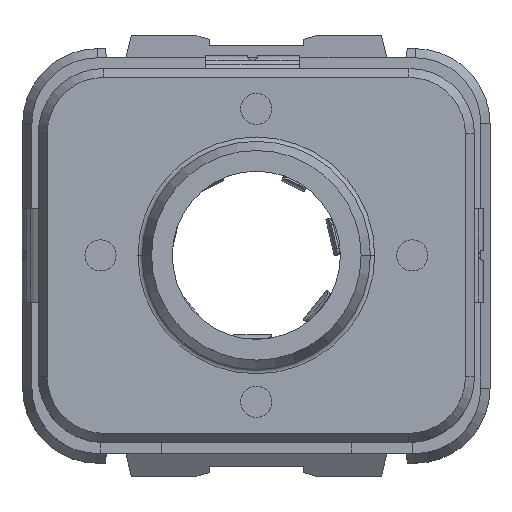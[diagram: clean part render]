
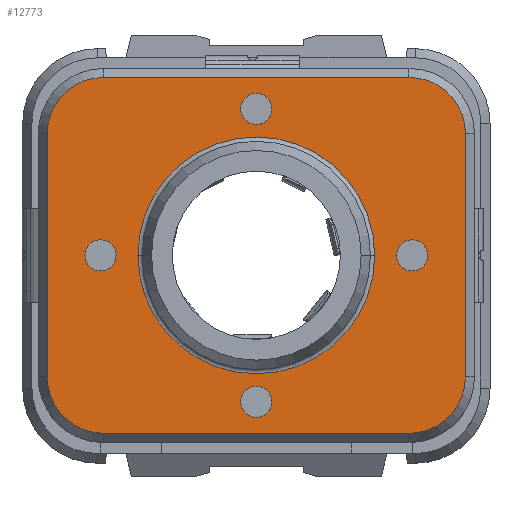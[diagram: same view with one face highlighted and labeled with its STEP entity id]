
A CAD part, top view. The second image highlights one B-rep face of the part: STEP entity #12773.
In plain terms, the highlighted planar face has unit normal (0, 0, 1).
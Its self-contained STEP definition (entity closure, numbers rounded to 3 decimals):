
#722=CARTESIAN_POINT('',(4.9,3.9,4.155));
#723=DIRECTION('',(0.,0.,1.));
#724=DIRECTION('',(1.,0.,0.));
#725=AXIS2_PLACEMENT_3D('',#722,#723,#724);
#727=DIRECTION('',(0.,1.,0.));
#728=VECTOR('',#727,7.8);
#729=CARTESIAN_POINT('',(6.711,-3.9,4.155));
#730=LINE('',#729,#728);
#731=CARTESIAN_POINT('',(4.9,-3.9,4.155));
#732=DIRECTION('',(0.,0.,1.));
#733=DIRECTION('',(0.,-1.,0.));
#734=AXIS2_PLACEMENT_3D('',#731,#732,#733);
#736=DIRECTION('',(1.,0.,0.));
#737=VECTOR('',#736,9.8);
#738=CARTESIAN_POINT('',(-4.9,-5.711,4.155));
#739=LINE('',#738,#737);
#740=CARTESIAN_POINT('',(-4.9,-3.9,4.155));
#741=DIRECTION('',(0.,0.,1.));
#742=DIRECTION('',(-1.,0.,0.));
#743=AXIS2_PLACEMENT_3D('',#740,#741,#742);
#745=DIRECTION('',(0.,-1.,0.));
#746=VECTOR('',#745,7.8);
#747=CARTESIAN_POINT('',(-6.711,3.9,4.155));
#748=LINE('',#747,#746);
#749=CARTESIAN_POINT('',(-4.9,3.9,4.155));
#750=DIRECTION('',(0.,0.,1.));
#751=DIRECTION('',(0.,1.,0.));
#752=AXIS2_PLACEMENT_3D('',#749,#750,#751);
#754=DIRECTION('',(-1.,0.,0.));
#755=VECTOR('',#754,9.8);
#756=CARTESIAN_POINT('',(4.9,5.711,4.155));
#757=LINE('',#756,#755);
#758=CARTESIAN_POINT('',(0.,0.,4.155));
#759=DIRECTION('',(0.,0.,1.));
#760=DIRECTION('',(1.,0.,0.));
#761=AXIS2_PLACEMENT_3D('',#758,#759,#760);
#763=CARTESIAN_POINT('',(0.,0.,4.155));
#764=DIRECTION('',(0.,0.,1.));
#765=DIRECTION('',(-1.,0.,0.));
#766=AXIS2_PLACEMENT_3D('',#763,#764,#765);
#2102=CARTESIAN_POINT('',(0.,-4.7,4.155));
#2103=DIRECTION('',(0.,0.,1.));
#2104=DIRECTION('',(-1.,0.,0.));
#2105=AXIS2_PLACEMENT_3D('',#2102,#2103,#2104);
#2111=CARTESIAN_POINT('',(0.,-4.7,4.155));
#2112=DIRECTION('',(0.,0.,1.));
#2113=DIRECTION('',(1.,0.,0.));
#2114=AXIS2_PLACEMENT_3D('',#2111,#2112,#2113);
#2130=CARTESIAN_POINT('',(5.,0.,4.155));
#2131=DIRECTION('',(0.,0.,1.));
#2132=DIRECTION('',(-1.,0.,0.));
#2133=AXIS2_PLACEMENT_3D('',#2130,#2131,#2132);
#2139=CARTESIAN_POINT('',(5.,0.,4.155));
#2140=DIRECTION('',(0.,0.,1.));
#2141=DIRECTION('',(1.,0.,0.));
#2142=AXIS2_PLACEMENT_3D('',#2139,#2140,#2141);
#2158=CARTESIAN_POINT('',(-5.,0.,4.155));
#2159=DIRECTION('',(0.,0.,1.));
#2160=DIRECTION('',(-1.,0.,0.));
#2161=AXIS2_PLACEMENT_3D('',#2158,#2159,#2160);
#2167=CARTESIAN_POINT('',(-5.,0.,4.155));
#2168=DIRECTION('',(0.,0.,1.));
#2169=DIRECTION('',(1.,0.,0.));
#2170=AXIS2_PLACEMENT_3D('',#2167,#2168,#2169);
#2186=CARTESIAN_POINT('',(0.,4.7,4.155));
#2187=DIRECTION('',(0.,0.,1.));
#2188=DIRECTION('',(-1.,0.,0.));
#2189=AXIS2_PLACEMENT_3D('',#2186,#2187,#2188);
#2195=CARTESIAN_POINT('',(0.,4.7,4.155));
#2196=DIRECTION('',(0.,0.,1.));
#2197=DIRECTION('',(1.,0.,0.));
#2198=AXIS2_PLACEMENT_3D('',#2195,#2196,#2197);
#11925=CARTESIAN_POINT('',(3.8,0.,4.155));
#11926=CARTESIAN_POINT('',(-3.8,0.,4.155));
#11927=VERTEX_POINT('',#11925);
#11928=VERTEX_POINT('',#11926);
#12021=CARTESIAN_POINT('',(6.711,3.9,4.155));
#12022=CARTESIAN_POINT('',(4.9,5.711,4.155));
#12023=VERTEX_POINT('',#12021);
#12024=VERTEX_POINT('',#12022);
#12029=CARTESIAN_POINT('',(-4.9,5.711,
4.155));
#12030=VERTEX_POINT('',#12029);
#12033=CARTESIAN_POINT('',(-6.711,3.9,4.155));
#12034=VERTEX_POINT('',#12033);
#12037=CARTESIAN_POINT('',(-6.711,-3.9,
4.155));
#12038=VERTEX_POINT('',#12037);
#12041=CARTESIAN_POINT('',(-4.9,-5.711,4.155));
#12042=VERTEX_POINT('',#12041);
#12045=CARTESIAN_POINT('',(4.9,-5.711,
4.155));
#12046=VERTEX_POINT('',#12045);
#12049=CARTESIAN_POINT('',(6.711,-3.9,4.155));
#12050=VERTEX_POINT('',#12049);
#12113=CARTESIAN_POINT('',(-0.5,-4.7,4.155));
#12114=CARTESIAN_POINT('',(0.5,-4.7,4.155));
#12115=VERTEX_POINT('',#12113);
#12116=VERTEX_POINT('',#12114);
#12117=CARTESIAN_POINT('',(4.5,0.,4.155));
#12118=CARTESIAN_POINT('',(5.5,0.,4.155));
#12119=VERTEX_POINT('',#12117);
#12120=VERTEX_POINT('',#12118);
#12121=CARTESIAN_POINT('',(-5.5,0.,4.155));
#12122=CARTESIAN_POINT('',(-4.5,0.,4.155));
#12123=VERTEX_POINT('',#12121);
#12124=VERTEX_POINT('',#12122);
#12125=CARTESIAN_POINT('',(-0.5,4.7,4.155));
#12126=CARTESIAN_POINT('',(0.5,4.7,4.155));
#12127=VERTEX_POINT('',#12125);
#12128=VERTEX_POINT('',#12126);
#12721=CARTESIAN_POINT('',(0.,0.,4.155));
#12722=DIRECTION('',(0.,0.,1.));
#12723=DIRECTION('',(1.,0.,0.));
#12724=AXIS2_PLACEMENT_3D('',#12721,#12722,#12723);
#12725=PLANE('',#12724);
#12727=ORIENTED_EDGE('',*,*,#12726,.F.);
#12729=ORIENTED_EDGE('',*,*,#12728,.F.);
#12731=ORIENTED_EDGE('',*,*,#12730,.F.);
#12733=ORIENTED_EDGE('',*,*,#12732,.F.);
#12734=ORIENTED_EDGE('',*,*,#12711,.F.);
#12736=ORIENTED_EDGE('',*,*,#12735,.F.);
#12738=ORIENTED_EDGE('',*,*,#12737,.F.);
#12740=ORIENTED_EDGE('',*,*,#12739,.F.);
#12741=EDGE_LOOP('',(#12727,#12729,#12731,#12733,#12734,#12736,#12738,#12740));
#12742=FACE_OUTER_BOUND('',#12741,.F.);
#12744=ORIENTED_EDGE('',*,*,#12743,.T.);
#12746=ORIENTED_EDGE('',*,*,#12745,.T.);
#12747=EDGE_LOOP('',(#12744,#12746));
#12748=FACE_BOUND('',#12747,.F.);
#12750=ORIENTED_EDGE('',*,*,#12749,.T.);
#12752=ORIENTED_EDGE('',*,*,#12751,.T.);
#12753=EDGE_LOOP('',(#12750,#12752));
#12754=FACE_BOUND('',#12753,.F.);
#12756=ORIENTED_EDGE('',*,*,#12755,.T.);
#12758=ORIENTED_EDGE('',*,*,#12757,.T.);
#12759=EDGE_LOOP('',(#12756,#12758));
#12760=FACE_BOUND('',#12759,.F.);
#12762=ORIENTED_EDGE('',*,*,#12761,.T.);
#12764=ORIENTED_EDGE('',*,*,#12763,.T.);
#12765=EDGE_LOOP('',(#12762,#12764));
#12766=FACE_BOUND('',#12765,.F.);
#12768=ORIENTED_EDGE('',*,*,#12767,.T.);
#12770=ORIENTED_EDGE('',*,*,#12769,.T.);
#12771=EDGE_LOOP('',(#12768,#12770));
#12772=FACE_BOUND('',#12771,.F.);
#12773=ADVANCED_FACE('',(#12742,#12748,#12754,#12760,#12766,#12772),#12725,.T.);
#726=CIRCLE('',#725,1.811);
#735=CIRCLE('',#734,1.811);
#744=CIRCLE('',#743,1.811);
#753=CIRCLE('',#752,1.811);
#762=CIRCLE('',#761,3.8);
#767=CIRCLE('',#766,3.8);
#2106=CIRCLE('',#2105,0.5);
#2115=CIRCLE('',#2114,0.5);
#2134=CIRCLE('',#2133,0.5);
#2143=CIRCLE('',#2142,0.5);
#2162=CIRCLE('',#2161,0.5);
#2171=CIRCLE('',#2170,0.5);
#2190=CIRCLE('',#2189,0.5);
#2199=CIRCLE('',#2198,0.5);
#12711=EDGE_CURVE('',#12038,#12042,#744,.T.);
#12726=EDGE_CURVE('',#12023,#12024,#726,.T.);
#12728=EDGE_CURVE('',#12050,#12023,#730,.T.);
#12730=EDGE_CURVE('',#12046,#12050,#735,.T.);
#12732=EDGE_CURVE('',#12042,#12046,#739,.T.);
#12735=EDGE_CURVE('',#12034,#12038,#748,.T.);
#12737=EDGE_CURVE('',#12030,#12034,#753,.T.);
#12739=EDGE_CURVE('',#12024,#12030,#757,.T.);
#12743=EDGE_CURVE('',#11927,#11928,#762,.T.);
#12745=EDGE_CURVE('',#11928,#11927,#767,.T.);
#12749=EDGE_CURVE('',#12115,#12116,#2106,.T.);
#12751=EDGE_CURVE('',#12116,#12115,#2115,.T.);
#12755=EDGE_CURVE('',#12119,#12120,#2134,.T.);
#12757=EDGE_CURVE('',#12120,#12119,#2143,.T.);
#12761=EDGE_CURVE('',#12123,#12124,#2162,.T.);
#12763=EDGE_CURVE('',#12124,#12123,#2171,.T.);
#12767=EDGE_CURVE('',#12127,#12128,#2190,.T.);
#12769=EDGE_CURVE('',#12128,#12127,#2199,.T.);
